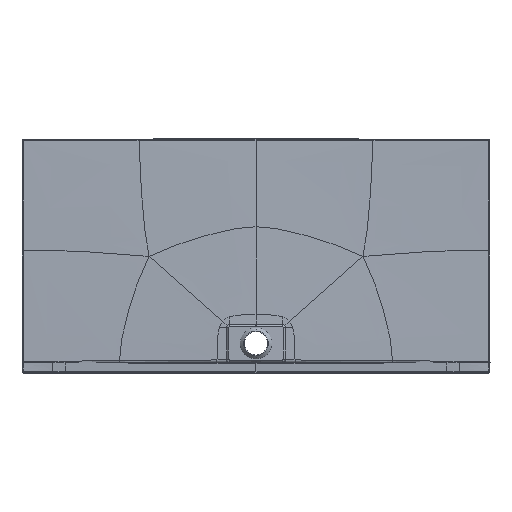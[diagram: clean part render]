
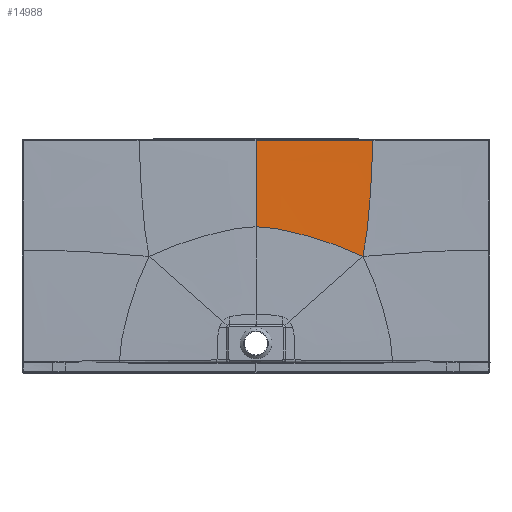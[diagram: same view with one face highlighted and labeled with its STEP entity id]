
A CAD part, front view. The second image highlights one B-rep face of the part: STEP entity #14988.
In plain terms, the highlighted free-form (B-spline) face has degree [3, 3] with [8, 10] control points.
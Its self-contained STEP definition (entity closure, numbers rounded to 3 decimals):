
#3257=CARTESIAN_POINT('',(411.35,-9.319,448.366));
#3259=CARTESIAN_POINT('',(0.,-10.899,
562.57));
#3260=CARTESIAN_POINT('',(27.639,-10.899,562.57));
#3261=CARTESIAN_POINT('',(87.036,-10.785,555.921));
#3262=CARTESIAN_POINT('',(186.107,-10.418,531.692));
#3263=CARTESIAN_POINT('',(275.729,-10.056,503.995));
#3264=CARTESIAN_POINT('',(351.867,-9.688,475.462));
#3265=CARTESIAN_POINT('',(391.353,-9.453,458.035));
#3266=CARTESIAN_POINT('',(411.35,-9.319,448.366));
#3897=CARTESIAN_POINT('',(449.992,-3.052,894.979));
#3920=CARTESIAN_POINT('',(0.002,-3.119,
894.953));
#3921=CARTESIAN_POINT('',(13.837,-3.119,894.953));
#3922=CARTESIAN_POINT('',(43.345,-3.118,894.953));
#3923=CARTESIAN_POINT('',(92.584,-3.115,894.955));
#3924=CARTESIAN_POINT('',(148.444,-3.108,894.957));
#3925=CARTESIAN_POINT('',(211.564,-3.099,894.961));
#3926=CARTESIAN_POINT('',(282.77,-3.086,894.966));
#3927=CARTESIAN_POINT('',(361.666,-3.07,894.972));
#3928=CARTESIAN_POINT('',(419.665,-3.058,894.977));
#3929=CARTESIAN_POINT('',(449.992,-3.052,894.979));
#3931=CARTESIAN_POINT('',(449.992,-3.052,894.979));
#3932=CARTESIAN_POINT('',(449.888,-3.371,864.739));
#3933=CARTESIAN_POINT('',(447.722,-4.141,801.575));
#3934=CARTESIAN_POINT('',(442.307,-5.346,715.581));
#3935=CARTESIAN_POINT('',(436.579,-6.45,638.212));
#3936=CARTESIAN_POINT('',(431.034,-7.337,576.631));
#3937=CARTESIAN_POINT('',(424.531,-8.131,523.179));
#3938=CARTESIAN_POINT('',(417.631,-8.799,480.232));
#3939=CARTESIAN_POINT('',(413.553,-9.144,458.925));
#3940=CARTESIAN_POINT('',(411.35,-9.319,448.366));
#3942=DIRECTION('',(0.,-0.023,-1.));
#3943=VECTOR('',#3942,332.474);
#3944=CARTESIAN_POINT('',(0.002,-3.119,
894.953));
#3945=LINE('',#3944,#3943);
#4465=VERTEX_POINT('',#3257);
#4578=VERTEX_POINT('',#3897);
#4600=CARTESIAN_POINT('',(0.,-10.899,
562.57));
#4602=VERTEX_POINT('',#4600);
#4603=CARTESIAN_POINT('',(0.002,-3.119,
894.953));
#4604=VERTEX_POINT('',#4603);
#14899=CARTESIAN_POINT('',(-4.608,-3.024,
899.026));
#14900=CARTESIAN_POINT('',(-4.607,-3.674,
871.249));
#14901=CARTESIAN_POINT('',(-4.511,-4.982,
815.346));
#14902=CARTESIAN_POINT('',(-4.212,-6.62,
745.379));
#14903=CARTESIAN_POINT('',(-3.929,-7.936,
689.126));
#14904=CARTESIAN_POINT('',(-3.718,-8.924,
646.936));
#14905=CARTESIAN_POINT('',(-3.561,-9.747,
611.776));
#14906=CARTESIAN_POINT('',(-3.45,-10.428,
582.676));
#14907=CARTESIAN_POINT('',(-3.401,-10.78,
567.64));
#14908=CARTESIAN_POINT('',(-3.377,-10.967,
559.636));
#14909=CARTESIAN_POINT('',(34.428,-3.024,
899.027));
#14910=CARTESIAN_POINT('',(34.42,-3.675,
871.254));
#14911=CARTESIAN_POINT('',(33.704,-4.985,
815.365));
#14912=CARTESIAN_POINT('',(31.458,-6.625,
745.438));
#14913=CARTESIAN_POINT('',(29.327,-7.942,
689.239));
#14914=CARTESIAN_POINT('',(27.733,-8.93,
647.099));
#14915=CARTESIAN_POINT('',(26.541,-9.752,
611.99));
#14916=CARTESIAN_POINT('',(25.7,-10.433,
582.933));
#14917=CARTESIAN_POINT('',(25.324,-10.785,
567.918));
#14918=CARTESIAN_POINT('',(25.142,-10.972,
559.925));
#14919=CARTESIAN_POINT('',(110.964,-3.023,
899.019));
#14920=CARTESIAN_POINT('',(110.938,-3.651,
871.128));
#14921=CARTESIAN_POINT('',(108.718,-4.917,
814.916));
#14922=CARTESIAN_POINT('',(102.066,-6.512,
744.07));
#14923=CARTESIAN_POINT('',(96.103,-7.81,
686.632));
#14924=CARTESIAN_POINT('',(91.85,-8.793,
643.312));
#14925=CARTESIAN_POINT('',(88.853,-9.62,
607.055));
#14926=CARTESIAN_POINT('',(86.828,-10.311,
577.014));
#14927=CARTESIAN_POINT('',(85.95,-10.669,
561.497));
#14928=CARTESIAN_POINT('',(85.527,-10.86,
553.243));
#14929=CARTESIAN_POINT('',(224.999,-3.02,
898.995));
#14930=CARTESIAN_POINT('',(224.956,-3.561,
870.733));
#14931=CARTESIAN_POINT('',(221.172,-4.668,
813.488));
#14932=CARTESIAN_POINT('',(210.396,-6.12,
739.412));
#14933=CARTESIAN_POINT('',(201.259,-7.358,
677.409));
#14934=CARTESIAN_POINT('',(195.005,-8.329,
629.647));
#14935=CARTESIAN_POINT('',(190.753,-9.179,
588.985));
#14936=CARTESIAN_POINT('',(187.85,-9.905,
555.106));
#14937=CARTESIAN_POINT('',(186.53,-10.287,
537.596));
#14938=CARTESIAN_POINT('',(185.862,-10.493,
528.304));
#14939=CARTESIAN_POINT('',(318.749,-3.017,
898.961));
#14940=CARTESIAN_POINT('',(318.705,-3.466,
870.066));
#14941=CARTESIAN_POINT('',(314.778,-4.425,
811.275));
#14942=CARTESIAN_POINT('',(303.919,-5.764,
733.285));
#14943=CARTESIAN_POINT('',(294.645,-6.955,
666.101));
#14944=CARTESIAN_POINT('',(288.024,-7.915,
613.42));
#14945=CARTESIAN_POINT('',(282.939,-8.775,
568.01));
#14946=CARTESIAN_POINT('',(278.76,-9.523,
530.105));
#14947=CARTESIAN_POINT('',(276.527,-9.92,
510.568));
#14948=CARTESIAN_POINT('',(275.276,-10.134,
500.222));
#14949=CARTESIAN_POINT('',(394.96,-3.014,
898.907));
#14950=CARTESIAN_POINT('',(394.925,-3.391,
868.835));
#14951=CARTESIAN_POINT('',(391.785,-4.243,
807.471));
#14952=CARTESIAN_POINT('',(383.371,-5.514,
724.768));
#14953=CARTESIAN_POINT('',(375.711,-6.662,
652.224));
#14954=CARTESIAN_POINT('',(369.531,-7.593,
594.758));
#14955=CARTESIAN_POINT('',(363.639,-8.431,
544.948));
#14956=CARTESIAN_POINT('',(357.825,-9.16,
503.46));
#14957=CARTESIAN_POINT('',(354.363,-9.549,
482.133));
#14958=CARTESIAN_POINT('',(352.38,-9.758,
470.903));
#14959=CARTESIAN_POINT('',(433.671,-3.013,
898.868));
#14960=CARTESIAN_POINT('',(433.644,-3.354,
867.862));
#14961=CARTESIAN_POINT('',(431.165,-4.156,
804.517));
#14962=CARTESIAN_POINT('',(424.731,-5.396,
718.648));
#14963=CARTESIAN_POINT('',(418.39,-6.516,
642.817));
#14964=CARTESIAN_POINT('',(412.642,-7.419,
582.527));
#14965=CARTESIAN_POINT('',(406.327,-8.228,
530.212));
#14966=CARTESIAN_POINT('',(399.565,-8.932,
486.681));
#14967=CARTESIAN_POINT('',(395.453,-9.309,
464.389));
#14968=CARTESIAN_POINT('',(393.032,-9.512,
452.609));
#14969=CARTESIAN_POINT('',(453.632,-3.012,
898.843));
#14970=CARTESIAN_POINT('',(453.61,-3.335,
867.248));
#14971=CARTESIAN_POINT('',(451.513,-4.113,
802.662));
#14972=CARTESIAN_POINT('',(446.214,-5.334,
714.906));
#14973=CARTESIAN_POINT('',(440.622,-6.435,
637.198));
#14974=CARTESIAN_POINT('',(435.121,-7.319,
575.332));
#14975=CARTESIAN_POINT('',(428.577,-8.109,
521.628));
#14976=CARTESIAN_POINT('',(421.354,-8.798,
476.997));
#14977=CARTESIAN_POINT('',(416.883,-9.166,
454.123));
#14978=CARTESIAN_POINT('',(414.292,-9.366,
442.088));
#14979=B_SPLINE_SURFACE_WITH_KNOTS('',3,3,((#14899,#14900,#14901,#14902,#14903,
#14904,#14905,#14906,#14907,#14908),(#14909,#14910,#14911,#14912,#14913,#14914,
#14915,#14916,#14917,#14918),(#14919,#14920,#14921,#14922,#14923,#14924,#14925,
#14926,#14927,#14928),(#14929,#14930,#14931,#14932,#14933,#14934,#14935,#14936,
#14937,#14938),(#14939,#14940,#14941,#14942,#14943,#14944,#14945,#14946,#14947,
#14948),(#14949,#14950,#14951,#14952,#14953,#14954,#14955,#14956,#14957,#14958),
(#14959,#14960,#14961,#14962,#14963,#14964,#14965,#14966,#14967,#14968),(#14969,
#14970,#14971,#14972,#14973,#14974,#14975,#14976,#14977,#14978)),.UNSPECIFIED.,
.F.,.F.,.F.,(4,1,1,1,1,4),(4,1,1,1,1,1,1,4),(-0.005,0.125,0.25,
0.375,0.438,0.504),(0.002,0.125,0.25,0.313,
0.375,0.438,0.469,0.504),.UNSPECIFIED.);
#14981=ORIENTED_EDGE('',*,*,#14980,.F.);
#14983=ORIENTED_EDGE('',*,*,#14982,.T.);
#14984=ORIENTED_EDGE('',*,*,#14890,.T.);
#14985=ORIENTED_EDGE('',*,*,#13353,.F.);
#14986=EDGE_LOOP('',(#14981,#14983,#14984,#14985));
#14987=FACE_OUTER_BOUND('',#14986,.F.);
#14988=ADVANCED_FACE('',(#14987),#14979,.F.);
#3267=B_SPLINE_CURVE_WITH_KNOTS('',3,(#3259,#3260,#3261,#3262,#3263,#3264,#3265,
#3266),.UNSPECIFIED.,.F.,.F.,(4,1,1,1,1,4),(0.,0.25,0.5,0.75,0.875,
1.),.UNSPECIFIED.);
#3930=B_SPLINE_CURVE_WITH_KNOTS('',3,(#3920,#3921,#3922,#3923,#3924,#3925,#3926,
#3927,#3928,#3929),.UNSPECIFIED.,.F.,.F.,(4,1,1,1,1,1,1,4),(0.,
0.143,0.286,0.429,0.571,
0.714,0.857,1.),.UNSPECIFIED.);
#3941=B_SPLINE_CURVE_WITH_KNOTS('',3,(#3931,#3932,#3933,#3934,#3935,#3936,#3937,
#3938,#3939,#3940),.UNSPECIFIED.,.F.,.F.,(4,1,1,1,1,1,1,4),(0.,
0.24,0.493,0.62,0.747,
0.873,0.937,1.),.UNSPECIFIED.);
#13353=EDGE_CURVE('',#4602,#4465,#3267,.T.);
#14890=EDGE_CURVE('',#4578,#4465,#3941,.T.);
#14980=EDGE_CURVE('',#4604,#4602,#3945,.T.);
#14982=EDGE_CURVE('',#4604,#4578,#3930,.T.);
